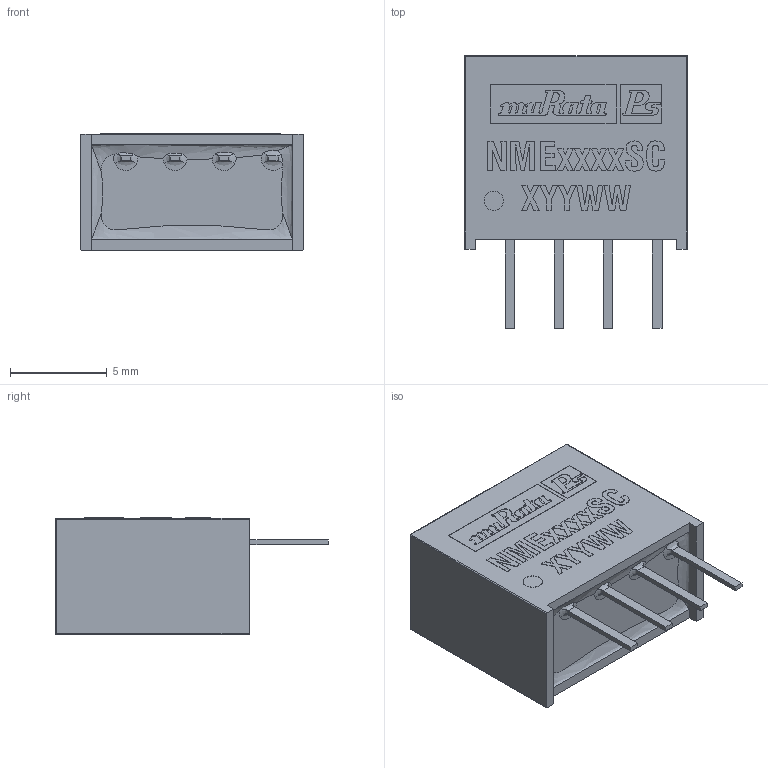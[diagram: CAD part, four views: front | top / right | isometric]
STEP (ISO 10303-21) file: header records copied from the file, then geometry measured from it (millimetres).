
FILE_DESCRIPTION (( 'STEP AP214' ), '1' );
FILE_NAME ('mps_dcdc_nme_sc_a.STEP', '2014-10-04T10:16:09', ( '' ), ( '' ), 'SwSTEP 2.0', 'SolidWorks 2014', '' );
FILE_SCHEMA (( 'AUTOMOTIVE_DESIGN' ));
Length unit declared in the file: millimetre
Products named in the file (1): mps_dcdc_nme_sc_a
Bounding box: 11.5 x 14.1 x 6.02 mm (x, y, z)
Volume: 294.5 mm3; surface area: 1016.7 mm2
Topology: 29 solids, 29 shells, 518 faces, 1371 edges, 907 vertices
Faces by surface type: plane 350, cylinder 119, bspline 45, sphere 4
Full cylindrical faces by diameter (mm): 1 x1
Entity records: 23872 total; most frequent: CARTESIAN_POINT 5177, ORIENTED_EDGE 2732, DIRECTION 2427, EDGE_CURVE 1366, VECTOR 1003, LINE 1003, VERTEX_POINT 907, AXIS2_PLACEMENT_3D 712
